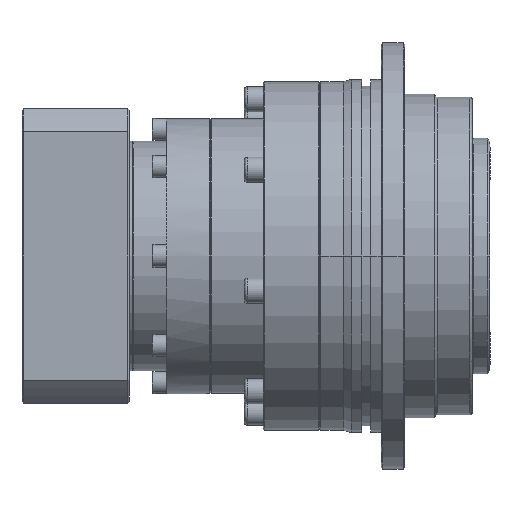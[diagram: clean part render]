
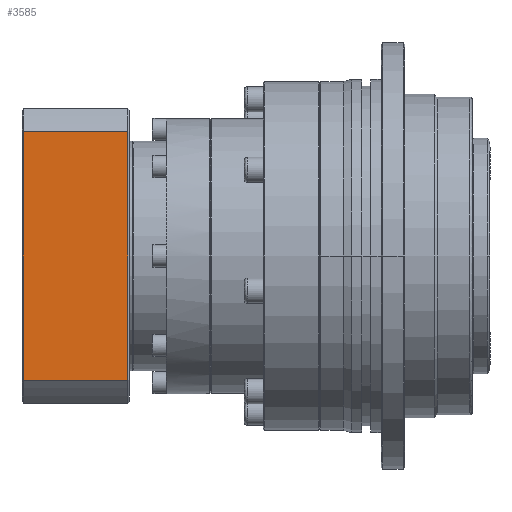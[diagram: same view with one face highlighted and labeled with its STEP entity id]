
A CAD part, front view. The second image highlights one B-rep face of the part: STEP entity #3585.
In plain terms, the highlighted planar face has unit normal (0, -1, 0).
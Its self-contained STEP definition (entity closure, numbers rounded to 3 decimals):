
#936 = ORIENTED_EDGE ( 'NONE', *, *, #5656, .T. ) ;
#2489 = DIRECTION ( 'NONE',  ( 0., 0., -1. ) ) ;
#2724 = DIRECTION ( 'NONE',  ( 1., 0., 0. ) ) ;
#2816 = DIRECTION ( 'NONE',  ( 0., -1., 0. ) ) ;
#2883 = CARTESIAN_POINT ( 'NONE',  ( -50., -50., 0. ) ) ;
#3281 = VECTOR ( 'NONE', #28187, 1000. ) ;
#3383 = PLANE ( 'NONE',  #18685 ) ;
#3513 = VERTEX_POINT ( 'NONE', #5293 ) ;
#3585 = ADVANCED_FACE ( 'NONE', ( #9025 ), #3383, .T. ) ;
#4589 = VERTEX_POINT ( 'NONE', #8852 ) ;
#4941 = ORIENTED_EDGE ( 'NONE', *, *, #19824, .F. ) ;
#5293 = CARTESIAN_POINT ( 'NONE',  ( 42.236, -50., 4. ) ) ;
#5656 = EDGE_CURVE ( 'NONE', #3513, #20809, #28030, .T. ) ;
#6333 = EDGE_LOOP ( 'NONE', ( #14189, #12434, #4941, #936 ) ) ;
#7687 = LINE ( 'NONE', #13895, #24355 ) ;
#7948 = EDGE_CURVE ( 'NONE', #20809, #4589, #14641, .T. ) ;
#8852 = CARTESIAN_POINT ( 'NONE',  ( -42.236, -50., 39.5 ) ) ;
#9025 = FACE_OUTER_BOUND ( 'NONE', #6333, .T. ) ;
#12434 = ORIENTED_EDGE ( 'NONE', *, *, #25804, .T. ) ;
#13508 = VECTOR ( 'NONE', #24354, 1000. ) ;
#13895 = CARTESIAN_POINT ( 'NONE',  ( -42.236, -50., 0. ) ) ;
#14189 = ORIENTED_EDGE ( 'NONE', *, *, #7948, .T. ) ;
#14631 = CARTESIAN_POINT ( 'NONE',  ( -25., -50., 4. ) ) ;
#14641 = LINE ( 'NONE', #23931, #20001 ) ;
#18685 = AXIS2_PLACEMENT_3D ( 'NONE', #2883, #2816, #2724 ) ;
#19824 = EDGE_CURVE ( 'NONE', #3513, #25863, #26767, .T. ) ;
#20001 = VECTOR ( 'NONE', #23674, 1000. ) ;
#20809 = VERTEX_POINT ( 'NONE', #21037 ) ;
#21037 = CARTESIAN_POINT ( 'NONE',  ( 42.236, -50., 39.5 ) ) ;
#23153 = CARTESIAN_POINT ( 'NONE',  ( -42.236, -50., 4. ) ) ;
#23674 = DIRECTION ( 'NONE',  ( -1., 0., 0. ) ) ;
#23931 = CARTESIAN_POINT ( 'NONE',  ( -50., -50., 39.5 ) ) ;
#24162 = CARTESIAN_POINT ( 'NONE',  ( 42.236, -50., 0. ) ) ;
#24354 = DIRECTION ( 'NONE',  ( 0., 0., 1. ) ) ;
#24355 = VECTOR ( 'NONE', #2489, 1000. ) ;
#25804 = EDGE_CURVE ( 'NONE', #4589, #25863, #7687, .T. ) ;
#25863 = VERTEX_POINT ( 'NONE', #23153 ) ;
#26767 = LINE ( 'NONE', #14631, #3281 ) ;
#28030 = LINE ( 'NONE', #24162, #13508 ) ;
#28187 = DIRECTION ( 'NONE',  ( -1., 0., 0. ) ) ;
